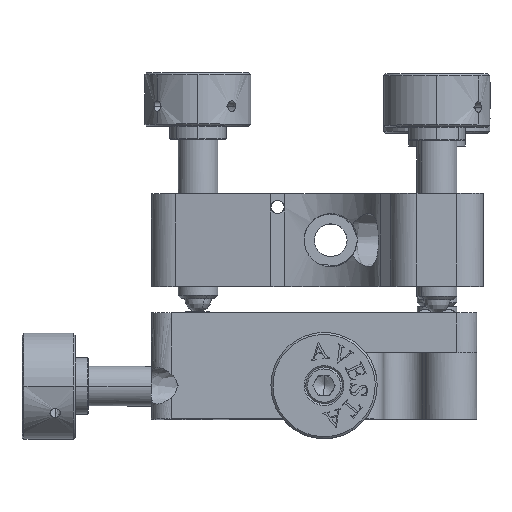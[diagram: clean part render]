
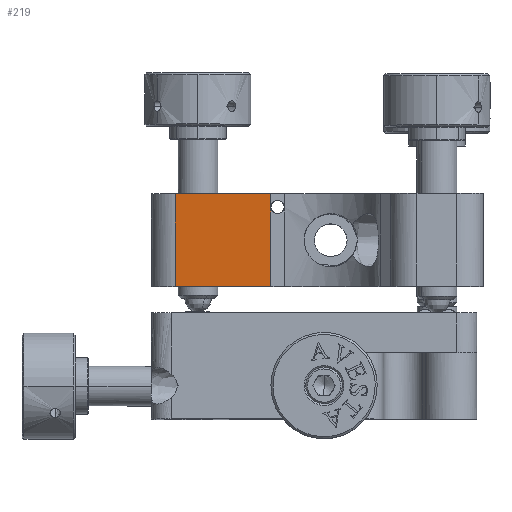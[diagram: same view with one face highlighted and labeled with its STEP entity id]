
A CAD part, top view. The second image highlights one B-rep face of the part: STEP entity #219.
In plain terms, the highlighted free-form (B-spline) face has degree [1, 1] with [2, 2] control points.
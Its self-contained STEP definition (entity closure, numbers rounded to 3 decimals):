
#219=ADVANCED_FACE('',(#1771),#50819,.T.);
#1771=FACE_OUTER_BOUND('',#3195,.T.);
#3195=EDGE_LOOP('',(#4934,#4935,#4936,#4937,#4938));
#4934=ORIENTED_EDGE('',*,*,#42431,.F.);
#4935=ORIENTED_EDGE('',*,*,#42581,.T.);
#4936=ORIENTED_EDGE('',*,*,#42582,.T.);
#4937=ORIENTED_EDGE('',*,*,#42466,.F.);
#4938=ORIENTED_EDGE('',*,*,#42568,.F.);
#12520=B_SPLINE_CURVE_WITH_KNOTS('',1,(#58901,#58902),.UNSPECIFIED.,.F.,
 .F.,(2,2),(-14.5,0.),.UNSPECIFIED.);
#12521=B_SPLINE_CURVE_WITH_KNOTS('',1,(#58903,#58904),.UNSPECIFIED.,.F.,
 .F.,(2,2),(-14.5,0.),.UNSPECIFIED.);
#12546=B_SPLINE_CURVE_WITH_KNOTS('',1,(#59125,#59126),.UNSPECIFIED.,.F.,
 .F.,(2,2),(0.,14.5),.UNSPECIFIED.);
#12547=B_SPLINE_CURVE_WITH_KNOTS('',1,(#59127,#59128),.UNSPECIFIED.,.F.,
 .F.,(2,2),(0.,14.5),.UNSPECIFIED.);
#12757=B_SPLINE_CURVE_WITH_KNOTS('',1,(#60078,#60079),.UNSPECIFIED.,.F.,
 .F.,(2,2),(0.,14.),.UNSPECIFIED.);
#12758=B_SPLINE_CURVE_WITH_KNOTS('',1,(#60080,#60081),.UNSPECIFIED.,.F.,
 .F.,(2,2),(0.,14.),.UNSPECIFIED.);
#12794=B_SPLINE_CURVE_WITH_KNOTS('',1,(#60450,#60451),.UNSPECIFIED.,.F.,
 .F.,(2,2),(-14.5,0.),.UNSPECIFIED.);
#12795=B_SPLINE_CURVE_WITH_KNOTS('',1,(#60452,#60453),.UNSPECIFIED.,.F.,
 .F.,(2,2),(-12.,0.),.UNSPECIFIED.);
#12796=B_SPLINE_CURVE_WITH_KNOTS('',1,(#60454,#60455),.UNSPECIFIED.,.F.,
 .F.,(2,2),(-12.,0.),.UNSPECIFIED.);
#12797=B_SPLINE_CURVE_WITH_KNOTS('',1,(#60456,#60457),.UNSPECIFIED.,.F.,
 .F.,(2,2),(-2.,0.),.UNSPECIFIED.);
#12798=B_SPLINE_CURVE_WITH_KNOTS('',1,(#60458,#60459),.UNSPECIFIED.,.F.,
 .F.,(2,2),(-2.,0.),.UNSPECIFIED.);
#12799=B_SPLINE_CURVE_WITH_KNOTS('',1,(#60460,#60461),.UNSPECIFIED.,.F.,
 .F.,(2,2),(0.,14.5),.UNSPECIFIED.);
#12800=B_SPLINE_CURVE_WITH_KNOTS('',1,(#60462,#60463),.UNSPECIFIED.,.F.,
 .F.,(2,2),(0.,14.),.UNSPECIFIED.);
#12801=B_SPLINE_CURVE_WITH_KNOTS('',1,(#60469,#60470),.UNSPECIFIED.,.F.,
 .F.,(2,2),(-12.,0.),.UNSPECIFIED.);
#12806=B_SPLINE_CURVE_WITH_KNOTS('',1,(#60484,#60485),.UNSPECIFIED.,.F.,
 .F.,(2,2),(-2.,0.),.UNSPECIFIED.);
#22860=PCURVE('',#50808,#30678);
#22895=PCURVE('',#50809,#30713);
#23069=PCURVE('',#50406,#30887);
#23093=PCURVE('',#50819,#30911);
#23094=PCURVE('',#50819,#30912);
#23095=PCURVE('',#50819,#30913);
#23096=PCURVE('',#50819,#30914);
#23097=PCURVE('',#50819,#30915);
#23099=PCURVE('',#50820,#30917);
#23105=PCURVE('',#50821,#30923);
#30678=DEFINITIONAL_REPRESENTATION('',(#12521),#100513);
#30713=DEFINITIONAL_REPRESENTATION('',(#12547),#100513);
#30887=DEFINITIONAL_REPRESENTATION('',(#12758),#100513);
#30911=DEFINITIONAL_REPRESENTATION('',(#12794),#100513);
#30912=DEFINITIONAL_REPRESENTATION('',(#12796),#100513);
#30913=DEFINITIONAL_REPRESENTATION('',(#12798),#100513);
#30914=DEFINITIONAL_REPRESENTATION('',(#12799),#100513);
#30915=DEFINITIONAL_REPRESENTATION('',(#12800),#100513);
#30917=DEFINITIONAL_REPRESENTATION('',(#12801),#100513);
#30923=DEFINITIONAL_REPRESENTATION('',(#12806),#100513);
#38496=SURFACE_CURVE('',#12520,(#22860,#23093),.PCURVE_S1.);
#38531=SURFACE_CURVE('',#12546,(#22895,#23096),.PCURVE_S1.);
#38633=SURFACE_CURVE('',#12757,(#23069,#23097),.PCURVE_S1.);
#38646=SURFACE_CURVE('',#12795,(#23094,#23099),.PCURVE_S1.);
#38647=SURFACE_CURVE('',#12797,(#23095,#23105),.PCURVE_S1.);
#42431=EDGE_CURVE('',#47779,#47780,#38496,.T.);
#42466=EDGE_CURVE('',#47813,#47814,#38531,.T.);
#42568=EDGE_CURVE('',#47780,#47813,#38633,.T.);
#42581=EDGE_CURVE('',#47779,#47866,#38646,.T.);
#42582=EDGE_CURVE('',#47866,#47814,#38647,.T.);
#47779=VERTEX_POINT('',#57553);
#47780=VERTEX_POINT('',#57554);
#47813=VERTEX_POINT('',#57587);
#47814=VERTEX_POINT('',#57588);
#47866=VERTEX_POINT('',#57640);
#50406=(
BOUNDED_SURFACE()
B_SPLINE_SURFACE(2,1,((#52327,#52328),(#52329,#52330),(#52331,#52332),(#52333,
#52334),(#52335,#52336),(#52337,#52338),(#52339,#52340),(#52341,#52342),
(#52343,#52344)),.UNSPECIFIED.,.T.,.F.,.F.)
B_SPLINE_SURFACE_WITH_KNOTS((3,2,2,2,3),(2,2),(0.,1.571,3.142,
4.712,6.283),(0.,17.04),.UNSPECIFIED.)
GEOMETRIC_REPRESENTATION_ITEM()
RATIONAL_B_SPLINE_SURFACE(((1.,1.),(0.707,0.707),
(1.,1.),(0.707,0.707),(1.,1.),(0.707,
0.707),(1.,1.),(0.707,0.707),(1.,1.)))
REPRESENTATION_ITEM('')
SURFACE()
);
#50808=B_SPLINE_SURFACE_WITH_KNOTS('',1,1,((#51879,#51880),(#51881,#51882)),
 .UNSPECIFIED.,.F.,.F.,.F.,(2,2),(2,2),(-23.645,36.595),
(-23.645,36.595),.UNSPECIFIED.);
#50809=B_SPLINE_SURFACE_WITH_KNOTS('',1,1,((#51883,#51884),(#51885,#51886)),
 .UNSPECIFIED.,.F.,.F.,.F.,(2,2),(2,2),(-23.645,36.595),
(-23.645,36.595),.UNSPECIFIED.);
#50819=B_SPLINE_SURFACE_WITH_KNOTS('',1,1,((#52385,#52386),(#52387,#52388)),
 .UNSPECIFIED.,.F.,.F.,.F.,(2,2),(2,2),(-15.52,1.52),(-16.082,
1.582),.UNSPECIFIED.);
#50820=B_SPLINE_SURFACE_WITH_KNOTS('',1,1,((#52389,#52390),(#52391,#52392)),
 .UNSPECIFIED.,.F.,.F.,.F.,(2,2),(2,2),(-15.32,-0.68),(-2.32,
0.32),.UNSPECIFIED.);
#50821=B_SPLINE_SURFACE_WITH_KNOTS('',1,1,((#52393,#52394),(#52395,#52396)),
 .UNSPECIFIED.,.F.,.F.,.F.,(2,2),(2,2),(-2.32,0.32),(-2.32,
0.32),.UNSPECIFIED.);
#51879=CARTESIAN_POINT('',(54.519,-32.71,-69.242));
#51880=CARTESIAN_POINT('',(-5.721,-32.71,-69.242));
#51881=CARTESIAN_POINT('',(54.519,27.53,-69.242));
#51882=CARTESIAN_POINT('',(-5.721,27.53,-69.242));
#51883=CARTESIAN_POINT('',(54.519,-32.71,-83.242));
#51884=CARTESIAN_POINT('',(54.519,27.53,-83.242));
#51885=CARTESIAN_POINT('',(-5.721,-32.71,-83.242));
#51886=CARTESIAN_POINT('',(-5.721,27.53,-83.242));
#52327=CARTESIAN_POINT('',(7.399,-17.59,-67.722));
#52328=CARTESIAN_POINT('',(7.399,-17.59,-84.762));
#52329=CARTESIAN_POINT('',(7.399,-21.59,-67.722));
#52330=CARTESIAN_POINT('',(7.399,-21.59,-84.762));
#52331=CARTESIAN_POINT('',(3.399,-21.59,-67.722));
#52332=CARTESIAN_POINT('',(3.399,-21.59,-84.762));
#52333=CARTESIAN_POINT('',(-0.601,-21.59,-67.722));
#52334=CARTESIAN_POINT('',(-0.601,-21.59,-84.762));
#52335=CARTESIAN_POINT('',(-0.601,-17.59,-67.722));
#52336=CARTESIAN_POINT('',(-0.601,-17.59,-84.762));
#52337=CARTESIAN_POINT('',(-0.601,-13.59,-67.722));
#52338=CARTESIAN_POINT('',(-0.601,-13.59,-84.762));
#52339=CARTESIAN_POINT('',(3.399,-13.59,-67.722));
#52340=CARTESIAN_POINT('',(3.399,-13.59,-84.762));
#52341=CARTESIAN_POINT('',(7.399,-13.59,-67.722));
#52342=CARTESIAN_POINT('',(7.399,-13.59,-84.762));
#52343=CARTESIAN_POINT('',(7.399,-17.59,-67.722));
#52344=CARTESIAN_POINT('',(7.399,-17.59,-84.762));
#52385=CARTESIAN_POINT('',(18.972,-11.924,-67.722));
#52386=CARTESIAN_POINT('',(1.406,-13.778,-67.722));
#52387=CARTESIAN_POINT('',(18.972,-11.924,-84.762));
#52388=CARTESIAN_POINT('',(1.406,-13.778,-84.762));
#52389=CARTESIAN_POINT('',(19.719,-12.09,-67.922));
#52390=CARTESIAN_POINT('',(17.079,-12.09,-67.922));
#52391=CARTESIAN_POINT('',(19.719,-12.09,-82.562));
#52392=CARTESIAN_POINT('',(17.079,-12.09,-82.562));
#52393=CARTESIAN_POINT('',(19.719,-12.09,-80.922));
#52394=CARTESIAN_POINT('',(17.079,-12.09,-80.922));
#52395=CARTESIAN_POINT('',(19.719,-12.09,-83.562));
#52396=CARTESIAN_POINT('',(17.079,-12.09,-83.562));
#57553=CARTESIAN_POINT('',(17.399,-12.09,-69.242));
#57554=CARTESIAN_POINT('',(2.979,-13.612,-69.242));
#57587=CARTESIAN_POINT('',(2.979,-13.612,-83.242));
#57588=CARTESIAN_POINT('',(17.399,-12.09,-83.242));
#57640=CARTESIAN_POINT('',(17.399,-12.09,-81.242));
#58901=CARTESIAN_POINT('',(17.399,-12.09,-69.242));
#58902=CARTESIAN_POINT('',(2.979,-13.612,-69.242));
#58903=CARTESIAN_POINT('',(-3.025,13.475));
#58904=CARTESIAN_POINT('',(-4.548,27.894));
#59125=CARTESIAN_POINT('',(2.979,-13.612,-83.242));
#59126=CARTESIAN_POINT('',(17.399,-12.09,-83.242));
#59127=CARTESIAN_POINT('',(27.894,-4.548));
#59128=CARTESIAN_POINT('',(13.475,-3.025));
#60078=CARTESIAN_POINT('',(2.979,-13.612,-69.242));
#60079=CARTESIAN_POINT('',(2.979,-13.612,-83.242));
#60080=CARTESIAN_POINT('',(4.598,1.52));
#60081=CARTESIAN_POINT('',(4.598,15.52));
#60450=CARTESIAN_POINT('',(-14.,-14.5));
#60451=CARTESIAN_POINT('',(-14.,0.));
#60452=CARTESIAN_POINT('',(17.399,-12.09,-69.242));
#60453=CARTESIAN_POINT('',(17.399,-12.09,-81.242));
#60454=CARTESIAN_POINT('',(-14.,-14.5));
#60455=CARTESIAN_POINT('',(-2.,-14.5));
#60456=CARTESIAN_POINT('',(17.399,-12.09,-81.242));
#60457=CARTESIAN_POINT('',(17.399,-12.09,-83.242));
#60458=CARTESIAN_POINT('',(-2.,-14.5));
#60459=CARTESIAN_POINT('',(0.,-14.5));
#60460=CARTESIAN_POINT('',(0.,0.));
#60461=CARTESIAN_POINT('',(0.,-14.5));
#60462=CARTESIAN_POINT('',(-14.,0.));
#60463=CARTESIAN_POINT('',(0.,0.));
#60469=CARTESIAN_POINT('',(-14.,0.));
#60470=CARTESIAN_POINT('',(-2.,0.));
#60484=CARTESIAN_POINT('',(-2.,0.));
#60485=CARTESIAN_POINT('',(0.,0.));
#100513=(
GEOMETRIC_REPRESENTATION_CONTEXT(2)
PARAMETRIC_REPRESENTATION_CONTEXT()
REPRESENTATION_CONTEXT('pspace','')
);
